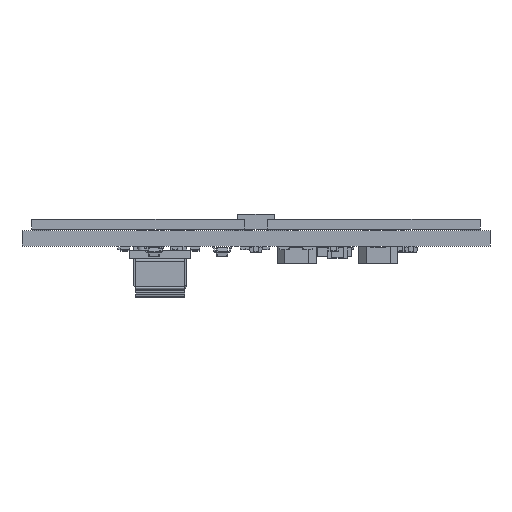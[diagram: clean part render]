
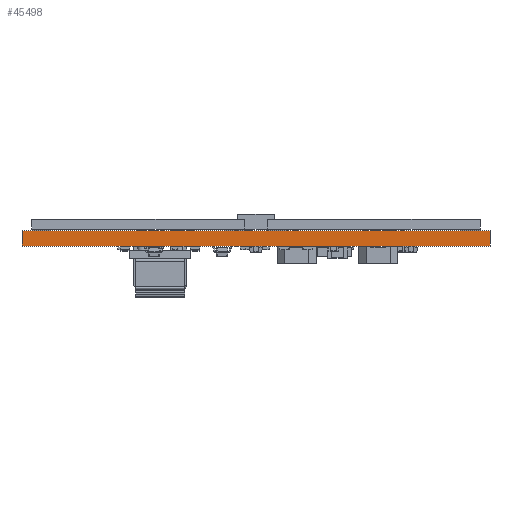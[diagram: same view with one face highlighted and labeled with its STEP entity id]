
A CAD part, front view. The second image highlights one B-rep face of the part: STEP entity #45498.
In plain terms, the highlighted planar face has unit normal (0, -1, 0).
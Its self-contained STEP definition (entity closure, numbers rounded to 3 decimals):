
#45317 = PLANE('',#45318);
#45318 = AXIS2_PLACEMENT_3D('',#45319,#45320,#45321);
#45319 = CARTESIAN_POINT('',(130.9,-42.3,0.));
#45320 = DIRECTION('',(1.,0.,-0.));
#45321 = DIRECTION('',(0.,-1.,0.));
#45342 = VERTEX_POINT('',#45343);
#45343 = CARTESIAN_POINT('',(130.9,-90.7,1.6));
#45357 = PLANE('',#45358);
#45358 = AXIS2_PLACEMENT_3D('',#45359,#45360,#45361);
#45359 = CARTESIAN_POINT('',(106.7,-66.5,1.6));
#45360 = DIRECTION('',(-0.,-0.,-1.));
#45361 = DIRECTION('',(-1.,0.,0.));
#45369 = EDGE_CURVE('',#45370,#45342,#45372,.T.);
#45370 = VERTEX_POINT('',#45371);
#45371 = CARTESIAN_POINT('',(130.9,-90.7,0.));
#45372 = SURFACE_CURVE('',#45373,(#45377,#45384),.PCURVE_S1.);
#45373 = LINE('',#45374,#45375);
#45374 = CARTESIAN_POINT('',(130.9,-90.7,0.));
#45375 = VECTOR('',#45376,1.);
#45376 = DIRECTION('',(0.,0.,1.));
#45377 = PCURVE('',#45317,#45378);
#45378 = DEFINITIONAL_REPRESENTATION('',(#45379),#45383);
#45379 = LINE('',#45380,#45381);
#45380 = CARTESIAN_POINT('',(48.4,0.));
#45381 = VECTOR('',#45382,1.);
#45382 = DIRECTION('',(0.,-1.));
#45383 = ( GEOMETRIC_REPRESENTATION_CONTEXT(2) 
PARAMETRIC_REPRESENTATION_CONTEXT() REPRESENTATION_CONTEXT('2D SPACE',''
  ) );
#45384 = PCURVE('',#45385,#45390);
#45385 = PLANE('',#45386);
#45386 = AXIS2_PLACEMENT_3D('',#45387,#45388,#45389);
#45387 = CARTESIAN_POINT('',(130.9,-90.7,0.));
#45388 = DIRECTION('',(0.,-1.,0.));
#45389 = DIRECTION('',(-1.,0.,0.));
#45390 = DEFINITIONAL_REPRESENTATION('',(#45391),#45395);
#45391 = LINE('',#45392,#45393);
#45392 = CARTESIAN_POINT('',(0.,-0.));
#45393 = VECTOR('',#45394,1.);
#45394 = DIRECTION('',(0.,-1.));
#45395 = ( GEOMETRIC_REPRESENTATION_CONTEXT(2) 
PARAMETRIC_REPRESENTATION_CONTEXT() REPRESENTATION_CONTEXT('2D SPACE',''
  ) );
#45411 = PLANE('',#45412);
#45412 = AXIS2_PLACEMENT_3D('',#45413,#45414,#45415);
#45413 = CARTESIAN_POINT('',(106.7,-66.5,0.));
#45414 = DIRECTION('',(-0.,-0.,-1.));
#45415 = DIRECTION('',(-1.,0.,0.));
#45444 = PLANE('',#45445);
#45445 = AXIS2_PLACEMENT_3D('',#45446,#45447,#45448);
#45446 = CARTESIAN_POINT('',(82.5,-90.7,0.));
#45447 = DIRECTION('',(-1.,0.,0.));
#45448 = DIRECTION('',(0.,1.,0.));
#45498 = ADVANCED_FACE('',(#45499),#45385,.T.);
#45499 = FACE_BOUND('',#45500,.T.);
#45500 = EDGE_LOOP('',(#45501,#45502,#45525,#45548));
#45501 = ORIENTED_EDGE('',*,*,#45369,.T.);
#45502 = ORIENTED_EDGE('',*,*,#45503,.T.);
#45503 = EDGE_CURVE('',#45342,#45504,#45506,.T.);
#45504 = VERTEX_POINT('',#45505);
#45505 = CARTESIAN_POINT('',(82.5,-90.7,1.6));
#45506 = SURFACE_CURVE('',#45507,(#45511,#45518),.PCURVE_S1.);
#45507 = LINE('',#45508,#45509);
#45508 = CARTESIAN_POINT('',(130.9,-90.7,1.6));
#45509 = VECTOR('',#45510,1.);
#45510 = DIRECTION('',(-1.,0.,0.));
#45511 = PCURVE('',#45385,#45512);
#45512 = DEFINITIONAL_REPRESENTATION('',(#45513),#45517);
#45513 = LINE('',#45514,#45515);
#45514 = CARTESIAN_POINT('',(0.,-1.6));
#45515 = VECTOR('',#45516,1.);
#45516 = DIRECTION('',(1.,0.));
#45517 = ( GEOMETRIC_REPRESENTATION_CONTEXT(2) 
PARAMETRIC_REPRESENTATION_CONTEXT() REPRESENTATION_CONTEXT('2D SPACE',''
  ) );
#45518 = PCURVE('',#45357,#45519);
#45519 = DEFINITIONAL_REPRESENTATION('',(#45520),#45524);
#45520 = LINE('',#45521,#45522);
#45521 = CARTESIAN_POINT('',(-24.2,-24.2));
#45522 = VECTOR('',#45523,1.);
#45523 = DIRECTION('',(1.,0.));
#45524 = ( GEOMETRIC_REPRESENTATION_CONTEXT(2) 
PARAMETRIC_REPRESENTATION_CONTEXT() REPRESENTATION_CONTEXT('2D SPACE',''
  ) );
#45525 = ORIENTED_EDGE('',*,*,#45526,.F.);
#45526 = EDGE_CURVE('',#45527,#45504,#45529,.T.);
#45527 = VERTEX_POINT('',#45528);
#45528 = CARTESIAN_POINT('',(82.5,-90.7,0.));
#45529 = SURFACE_CURVE('',#45530,(#45534,#45541),.PCURVE_S1.);
#45530 = LINE('',#45531,#45532);
#45531 = CARTESIAN_POINT('',(82.5,-90.7,0.));
#45532 = VECTOR('',#45533,1.);
#45533 = DIRECTION('',(0.,0.,1.));
#45534 = PCURVE('',#45385,#45535);
#45535 = DEFINITIONAL_REPRESENTATION('',(#45536),#45540);
#45536 = LINE('',#45537,#45538);
#45537 = CARTESIAN_POINT('',(48.4,0.));
#45538 = VECTOR('',#45539,1.);
#45539 = DIRECTION('',(0.,-1.));
#45540 = ( GEOMETRIC_REPRESENTATION_CONTEXT(2) 
PARAMETRIC_REPRESENTATION_CONTEXT() REPRESENTATION_CONTEXT('2D SPACE',''
  ) );
#45541 = PCURVE('',#45444,#45542);
#45542 = DEFINITIONAL_REPRESENTATION('',(#45543),#45547);
#45543 = LINE('',#45544,#45545);
#45544 = CARTESIAN_POINT('',(0.,0.));
#45545 = VECTOR('',#45546,1.);
#45546 = DIRECTION('',(0.,-1.));
#45547 = ( GEOMETRIC_REPRESENTATION_CONTEXT(2) 
PARAMETRIC_REPRESENTATION_CONTEXT() REPRESENTATION_CONTEXT('2D SPACE',''
  ) );
#45548 = ORIENTED_EDGE('',*,*,#45549,.F.);
#45549 = EDGE_CURVE('',#45370,#45527,#45550,.T.);
#45550 = SURFACE_CURVE('',#45551,(#45555,#45562),.PCURVE_S1.);
#45551 = LINE('',#45552,#45553);
#45552 = CARTESIAN_POINT('',(130.9,-90.7,0.));
#45553 = VECTOR('',#45554,1.);
#45554 = DIRECTION('',(-1.,0.,0.));
#45555 = PCURVE('',#45385,#45556);
#45556 = DEFINITIONAL_REPRESENTATION('',(#45557),#45561);
#45557 = LINE('',#45558,#45559);
#45558 = CARTESIAN_POINT('',(0.,-0.));
#45559 = VECTOR('',#45560,1.);
#45560 = DIRECTION('',(1.,0.));
#45561 = ( GEOMETRIC_REPRESENTATION_CONTEXT(2) 
PARAMETRIC_REPRESENTATION_CONTEXT() REPRESENTATION_CONTEXT('2D SPACE',''
  ) );
#45562 = PCURVE('',#45411,#45563);
#45563 = DEFINITIONAL_REPRESENTATION('',(#45564),#45568);
#45564 = LINE('',#45565,#45566);
#45565 = CARTESIAN_POINT('',(-24.2,-24.2));
#45566 = VECTOR('',#45567,1.);
#45567 = DIRECTION('',(1.,0.));
#45568 = ( GEOMETRIC_REPRESENTATION_CONTEXT(2) 
PARAMETRIC_REPRESENTATION_CONTEXT() REPRESENTATION_CONTEXT('2D SPACE',''
  ) );
